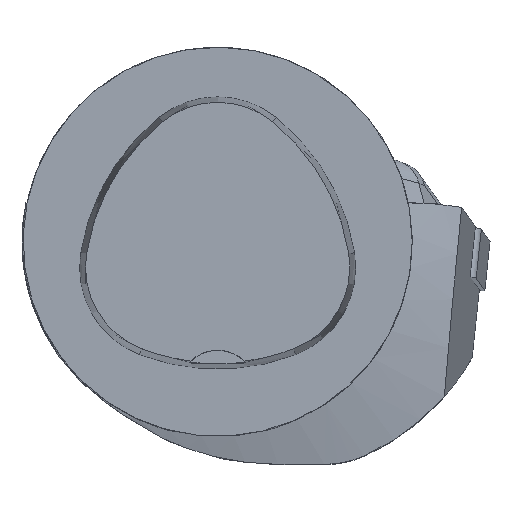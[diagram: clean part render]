
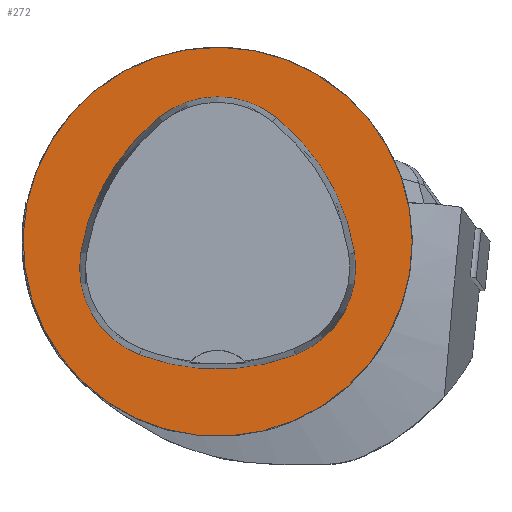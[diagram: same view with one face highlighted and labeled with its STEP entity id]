
A CAD part, top view. The second image highlights one B-rep face of the part: STEP entity #272.
In plain terms, the highlighted planar face has unit normal (0, 0, 1).
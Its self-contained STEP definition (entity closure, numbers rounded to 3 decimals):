
#272=ADVANCED_FACE('',(#648,#649),#343,.T.);
#343=PLANE('',#1793);
#648=FACE_BOUND('',#694,.T.);
#649=FACE_BOUND('',#695,.T.);
#694=EDGE_LOOP('',(#944,#945,#946,#947,#948,#949));
#695=EDGE_LOOP('',(#950));
#944=ORIENTED_EDGE('',*,*,#1485,.F.);
#945=ORIENTED_EDGE('',*,*,#1480,.F.);
#946=ORIENTED_EDGE('',*,*,#1475,.F.);
#947=ORIENTED_EDGE('',*,*,#1472,.F.);
#948=ORIENTED_EDGE('',*,*,#1469,.F.);
#949=ORIENTED_EDGE('',*,*,#1465,.F.);
#950=ORIENTED_EDGE('',*,*,#1455,.T.);
#1283=VERTEX_POINT('',#2671);
#1292=VERTEX_POINT('',#2691);
#1293=VERTEX_POINT('',#2692);
#1296=VERTEX_POINT('',#2700);
#1298=VERTEX_POINT('',#2706);
#1300=VERTEX_POINT('',#2712);
#1304=VERTEX_POINT('',#2725);
#1455=EDGE_CURVE('',#1283,#1283,#1600,.T.);
#1465=EDGE_CURVE('',#1292,#1293,#1601,.T.);
#1469=EDGE_CURVE('',#1293,#1296,#1603,.T.);
#1472=EDGE_CURVE('',#1296,#1298,#1605,.T.);
#1475=EDGE_CURVE('',#1298,#1300,#1607,.T.);
#1480=EDGE_CURVE('',#1300,#1304,#1610,.T.);
#1485=EDGE_CURVE('',#1304,#1292,#1613,.T.);
#1600=CIRCLE('',#1764,25.);
#1601=CIRCLE('',#1771,28.);
#1603=CIRCLE('',#1774,12.);
#1605=CIRCLE('',#1777,28.);
#1607=CIRCLE('',#1780,12.);
#1610=CIRCLE('',#1784,28.);
#1613=CIRCLE('',#1788,12.);
#1764=AXIS2_PLACEMENT_3D('',#2670,#2044,#2045);
#1771=AXIS2_PLACEMENT_3D('',#2690,#2062,#2063);
#1774=AXIS2_PLACEMENT_3D('',#2699,#2070,#2071);
#1777=AXIS2_PLACEMENT_3D('',#2705,#2077,#2078);
#1780=AXIS2_PLACEMENT_3D('',#2711,#2084,#2085);
#1784=AXIS2_PLACEMENT_3D('',#2724,#2093,#2094);
#1788=AXIS2_PLACEMENT_3D('',#2737,#2102,#2103);
#1793=AXIS2_PLACEMENT_3D('',#2742,#2112,#2113);
#2044=DIRECTION('',(0.,0.,1.));
#2045=DIRECTION('',(1.,0.,0.));
#2062=DIRECTION('',(0.,0.,1.));
#2063=DIRECTION('',(1.,0.,0.));
#2070=DIRECTION('',(0.,0.,1.));
#2071=DIRECTION('',(1.,0.,0.));
#2077=DIRECTION('',(0.,0.,1.));
#2078=DIRECTION('',(1.,0.,0.));
#2084=DIRECTION('',(0.,0.,1.));
#2085=DIRECTION('',(1.,0.,0.));
#2093=DIRECTION('',(0.,0.,1.));
#2094=DIRECTION('',(1.,0.,0.));
#2102=DIRECTION('',(0.,0.,1.));
#2103=DIRECTION('',(1.,0.,0.));
#2112=DIRECTION('',(0.,0.,1.));
#2113=DIRECTION('',(-1.,0.,0.));
#2670=CARTESIAN_POINT('',(0.,0.,0.));
#2671=CARTESIAN_POINT('',(25.,0.,0.));
#2690=CARTESIAN_POINT('',(-10.068,-5.824,0.));
#2691=CARTESIAN_POINT('',(17.584,-1.424,0.));
#2692=CARTESIAN_POINT('',(7.531,15.953,0.));
#2699=CARTESIAN_POINT('',(-0.011,6.62,0.));
#2700=CARTESIAN_POINT('',(-7.567,15.942,0.));
#2705=CARTESIAN_POINT('',(10.063,-5.81,0.));
#2706=CARTESIAN_POINT('',(-17.59,-1.418,0.));
#2711=CARTESIAN_POINT('',(-5.739,-3.3,0.));
#2712=CARTESIAN_POINT('',(-10.05,-14.499,0.));
#2724=CARTESIAN_POINT('',(0.01,11.631,0.));
#2725=CARTESIAN_POINT('',(10.025,-14.516,0.));
#2737=CARTESIAN_POINT('',(5.733,-3.31,0.));
#2742=CARTESIAN_POINT('',(0.,0.,0.));
